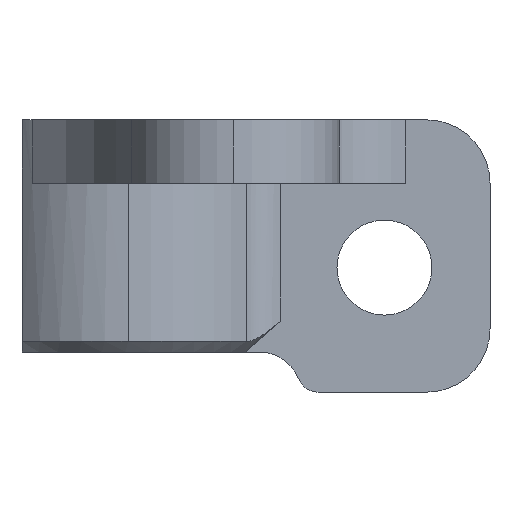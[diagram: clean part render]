
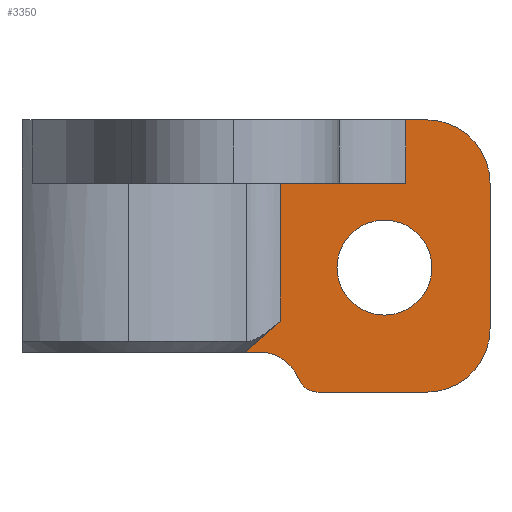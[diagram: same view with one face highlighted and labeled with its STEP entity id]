
A CAD part, left-side view. The second image highlights one B-rep face of the part: STEP entity #3350.
In plain terms, the highlighted planar face has unit normal (-1, 0, 0).
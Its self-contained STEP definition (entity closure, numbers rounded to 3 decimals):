
#1 = VECTOR ( 'NONE', #4293, 1000. ) ;
#28 = DIRECTION ( 'NONE',  ( 1., 0., 0. ) ) ;
#37 = VERTEX_POINT ( 'NONE', #1058 ) ;
#91 = DIRECTION ( 'NONE',  ( 0., 1., 0. ) ) ;
#101 = VECTOR ( 'NONE', #2543, 1000. ) ;
#123 = DIRECTION ( 'NONE',  ( 1., 0., 0. ) ) ;
#136 = AXIS2_PLACEMENT_3D ( 'NONE', #1862, #123, #774 ) ;
#271 = CARTESIAN_POINT ( 'NONE',  ( -3.4, 0., 8. ) ) ;
#281 = ORIENTED_EDGE ( 'NONE', *, *, #1144, .T. ) ;
#301 = CARTESIAN_POINT ( 'NONE',  ( -3.4, -9.894, 4. ) ) ;
#320 = EDGE_LOOP ( 'NONE', ( #1877, #3248 ) ) ;
#374 = CARTESIAN_POINT ( 'NONE',  ( -3.4, -6.209, -2. ) ) ;
#379 = CARTESIAN_POINT ( 'NONE',  ( -3.4, -7.2, 1.462 ) ) ;
#383 = ORIENTED_EDGE ( 'NONE', *, *, #3159, .T. ) ;
#388 = CARTESIAN_POINT ( 'NONE',  ( -3.4, -17.144, 1.1 ) ) ;
#408 = VERTEX_POINT ( 'NONE', #388 ) ;
#418 = LINE ( 'NONE', #2816, #2198 ) ;
#450 = VERTEX_POINT ( 'NONE', #1914 ) ;
#471 = CARTESIAN_POINT ( 'NONE',  ( -3.4, -7.2, 24.348 ) ) ;
#527 = AXIS2_PLACEMENT_3D ( 'NONE', #1666, #3046, #2020 ) ;
#543 = VERTEX_POINT ( 'NONE', #1613 ) ;
#722 = AXIS2_PLACEMENT_3D ( 'NONE', #3188, #2497, #2147 ) ;
#763 = EDGE_CURVE ( 'NONE', #3655, #3705, #3630, .T. ) ;
#769 = VERTEX_POINT ( 'NONE', #1492 ) ;
#774 = DIRECTION ( 'NONE',  ( 0., 1., 0. ) ) ;
#778 = CARTESIAN_POINT ( 'NONE',  ( -3.4, -12.144, 4. ) ) ;
#893 = EDGE_CURVE ( 'NONE', #3777, #3787, #1508, .T. ) ;
#1027 = CARTESIAN_POINT ( 'NONE',  ( -3.4, -17.144, 8. ) ) ;
#1058 = CARTESIAN_POINT ( 'NONE',  ( -3.4, -14.144, -1.9 ) ) ;
#1084 = CARTESIAN_POINT ( 'NONE',  ( -3.4, -6.101, 0.478 ) ) ;
#1131 = ORIENTED_EDGE ( 'NONE', *, *, #2112, .F. ) ;
#1141 = EDGE_CURVE ( 'NONE', #769, #543, #4552, .T. ) ;
#1144 = EDGE_CURVE ( 'NONE', #543, #3457, #1249, .T. ) ;
#1249 = LINE ( 'NONE', #271, #1 ) ;
#1350 = EDGE_CURVE ( 'NONE', #450, #3777, #2076, .T. ) ;
#1492 = CARTESIAN_POINT ( 'NONE',  ( -3.4, -13.147, 11. ) ) ;
#1501 = ORIENTED_EDGE ( 'NONE', *, *, #1690, .F. ) ;
#1504 = DIRECTION ( 'NONE',  ( 1., 0., 0. ) ) ;
#1508 = CIRCLE ( 'NONE', #1903, 1. ) ;
#1579 = LINE ( 'NONE', #2881, #2032 ) ;
#1613 = CARTESIAN_POINT ( 'NONE',  ( -3.4, -13.147, 8. ) ) ;
#1630 = VECTOR ( 'NONE', #3666, 1000. ) ;
#1664 = CIRCLE ( 'NONE', #2167, 3. ) ;
#1666 = CARTESIAN_POINT ( 'NONE',  ( -3.4, -14.144, 8. ) ) ;
#1690 = EDGE_CURVE ( 'NONE', #3674, #408, #2353, .T. ) ;
#1705 = AXIS2_PLACEMENT_3D ( 'NONE', #778, #28, #91 ) ;
#1766 = EDGE_CURVE ( 'NONE', #3457, #3327, #2228, .T. ) ;
#1834 = DIRECTION ( 'NONE',  ( 0., -1., 0. ) ) ;
#1862 = CARTESIAN_POINT ( 'NONE',  ( -3.4, -12.144, 4. ) ) ;
#1867 = CARTESIAN_POINT ( 'NONE',  ( -3.4, -8.07, -1.267 ) ) ;
#1877 = ORIENTED_EDGE ( 'NONE', *, *, #2684, .T. ) ;
#1903 = AXIS2_PLACEMENT_3D ( 'NONE', #4315, #2819, #3472 ) ;
#1914 = CARTESIAN_POINT ( 'NONE',  ( -3.4, -6.209, 0. ) ) ;
#2011 = ORIENTED_EDGE ( 'NONE', *, *, #2589, .T. ) ;
#2020 = DIRECTION ( 'NONE',  ( 0., 0., 1. ) ) ;
#2032 = VECTOR ( 'NONE', #3235, 1000. ) ;
#2076 = CIRCLE ( 'NONE', #2155, 2. ) ;
#2112 = EDGE_CURVE ( 'NONE', #3770, #3674, #2160, .T. ) ;
#2137 = ORIENTED_EDGE ( 'NONE', *, *, #1766, .T. ) ;
#2147 = DIRECTION ( 'NONE',  ( 0., -1., 0. ) ) ;
#2155 = AXIS2_PLACEMENT_3D ( 'NONE', #374, #3221, #2904 ) ;
#2160 = CIRCLE ( 'NONE', #527, 3. ) ;
#2167 = AXIS2_PLACEMENT_3D ( 'NONE', #4311, #1504, #1834 ) ;
#2174 = CARTESIAN_POINT ( 'NONE',  ( -3.4, -6.653, 0.968 ) ) ;
#2194 = CARTESIAN_POINT ( 'NONE',  ( -3.4, -9., -1.9 ) ) ;
#2198 = VECTOR ( 'NONE', #2868, 1000. ) ;
#2228 = LINE ( 'NONE', #471, #1630 ) ;
#2271 = CIRCLE ( 'NONE', #1705, 2.25 ) ;
#2353 = LINE ( 'NONE', #3917, #101 ) ;
#2497 = DIRECTION ( 'NONE',  ( -1., 0., 0. ) ) ;
#2543 = DIRECTION ( 'NONE',  ( 0., 0., -1. ) ) ;
#2559 = CARTESIAN_POINT ( 'NONE',  ( -3.4, -5.54, 0. ) ) ;
#2589 = EDGE_CURVE ( 'NONE', #3787, #37, #418, .T. ) ;
#2684 = EDGE_CURVE ( 'NONE', #3705, #3655, #2271, .T. ) ;
#2739 = EDGE_CURVE ( 'NONE', #408, #37, #1664, .T. ) ;
#2800 = CARTESIAN_POINT ( 'NONE',  ( -3.4, -4.013, 11. ) ) ;
#2805 = B_SPLINE_CURVE_WITH_KNOTS ( 'NONE', 3,
 ( #379, #2174, #1084, #2559 ),
 .UNSPECIFIED., .F., .F.,
 ( 4, 4 ),
 ( 0., 0.002 ),
 .UNSPECIFIED. ) ;
#2816 = CARTESIAN_POINT ( 'NONE',  ( -3.4, 0., -1.9 ) ) ;
#2819 = DIRECTION ( 'NONE',  ( -1., 0., 0. ) ) ;
#2820 = EDGE_CURVE ( 'NONE', #3327, #4213, #2805, .T. ) ;
#2838 = ORIENTED_EDGE ( 'NONE', *, *, #893, .T. ) ;
#2848 = ORIENTED_EDGE ( 'NONE', *, *, #4471, .T. ) ;
#2868 = DIRECTION ( 'NONE',  ( 0., -1., 0. ) ) ;
#2881 = CARTESIAN_POINT ( 'NONE',  ( -3.4, -4.013, 0. ) ) ;
#2904 = DIRECTION ( 'NONE',  ( 0., -1., 0. ) ) ;
#3020 = LINE ( 'NONE', #2800, #3569 ) ;
#3046 = DIRECTION ( 'NONE',  ( 1., 0., 0. ) ) ;
#3076 = ORIENTED_EDGE ( 'NONE', *, *, #2820, .T. ) ;
#3084 = CARTESIAN_POINT ( 'NONE',  ( -3.4, -5.54, 0. ) ) ;
#3113 = DIRECTION ( 'NONE',  ( 0., 0., -1. ) ) ;
#3159 = EDGE_CURVE ( 'NONE', #3770, #769, #3020, .T. ) ;
#3188 = CARTESIAN_POINT ( 'NONE',  ( -3.4, -4.013, 24.348 ) ) ;
#3201 = PLANE ( 'NONE',  #722 ) ;
#3206 = CARTESIAN_POINT ( 'NONE',  ( -3.4, -13.147, 11. ) ) ;
#3207 = CARTESIAN_POINT ( 'NONE',  ( -3.4, -7.2, 8. ) ) ;
#3219 = CARTESIAN_POINT ( 'NONE',  ( -3.4, -14.144, 11. ) ) ;
#3221 = DIRECTION ( 'NONE',  ( 1., 0., 0. ) ) ;
#3235 = DIRECTION ( 'NONE',  ( 0., -1., 0. ) ) ;
#3248 = ORIENTED_EDGE ( 'NONE', *, *, #763, .T. ) ;
#3296 = FACE_OUTER_BOUND ( 'NONE', #4113, .T. ) ;
#3327 = VERTEX_POINT ( 'NONE', #4286 ) ;
#3350 = ADVANCED_FACE ( 'NONE', ( #4488, #3296 ), #3201, .T. ) ;
#3452 = ORIENTED_EDGE ( 'NONE', *, *, #2739, .F. ) ;
#3457 = VERTEX_POINT ( 'NONE', #3207 ) ;
#3472 = DIRECTION ( 'NONE',  ( 0., -1., 0. ) ) ;
#3569 = VECTOR ( 'NONE', #3830, 1000. ) ;
#3614 = ORIENTED_EDGE ( 'NONE', *, *, #1350, .T. ) ;
#3630 = CIRCLE ( 'NONE', #136, 2.25 ) ;
#3655 = VERTEX_POINT ( 'NONE', #3878 ) ;
#3666 = DIRECTION ( 'NONE',  ( 0., 0., -1. ) ) ;
#3674 = VERTEX_POINT ( 'NONE', #1027 ) ;
#3705 = VERTEX_POINT ( 'NONE', #301 ) ;
#3770 = VERTEX_POINT ( 'NONE', #3219 ) ;
#3777 = VERTEX_POINT ( 'NONE', #1867 ) ;
#3787 = VERTEX_POINT ( 'NONE', #2194 ) ;
#3830 = DIRECTION ( 'NONE',  ( 0., 1., 0. ) ) ;
#3878 = CARTESIAN_POINT ( 'NONE',  ( -3.4, -14.394, 4. ) ) ;
#3917 = CARTESIAN_POINT ( 'NONE',  ( -3.4, -17.144, 24.348 ) ) ;
#3920 = VECTOR ( 'NONE', #3113, 1000. ) ;
#4113 = EDGE_LOOP ( 'NONE', ( #2137, #3076, #2848, #3614, #2838, #2011, #3452, #1501, #1131, #383, #4120, #281 ) ) ;
#4120 = ORIENTED_EDGE ( 'NONE', *, *, #1141, .T. ) ;
#4213 = VERTEX_POINT ( 'NONE', #3084 ) ;
#4286 = CARTESIAN_POINT ( 'NONE',  ( -3.4, -7.2, 1.462 ) ) ;
#4293 = DIRECTION ( 'NONE',  ( 0., 1., 0. ) ) ;
#4311 = CARTESIAN_POINT ( 'NONE',  ( -3.4, -14.144, 1.1 ) ) ;
#4315 = CARTESIAN_POINT ( 'NONE',  ( -3.4, -9., -0.9 ) ) ;
#4471 = EDGE_CURVE ( 'NONE', #4213, #450, #1579, .T. ) ;
#4488 = FACE_BOUND ( 'NONE', #320, .T. ) ;
#4552 = LINE ( 'NONE', #3206, #3920 ) ;
